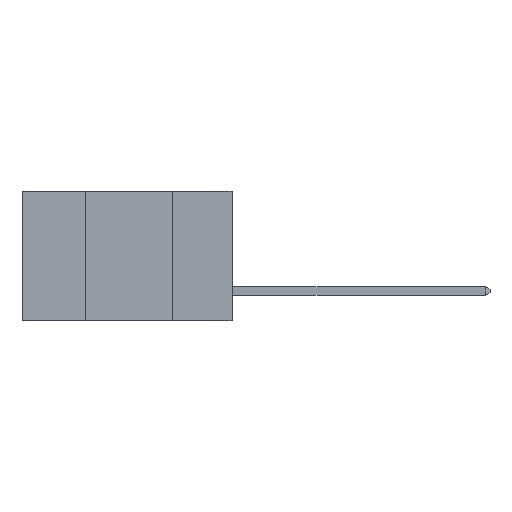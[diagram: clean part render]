
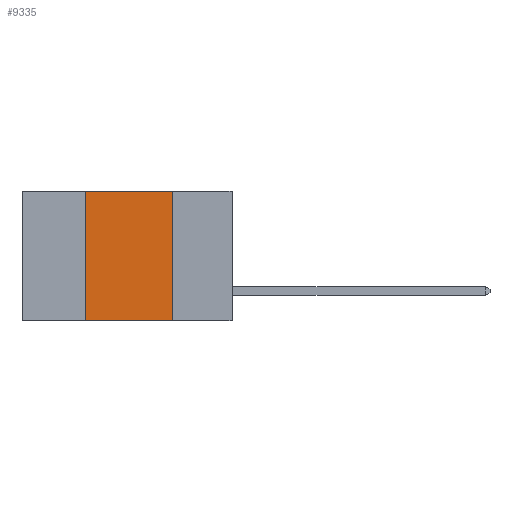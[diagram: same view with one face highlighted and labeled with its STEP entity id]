
A CAD part, left-side view. The second image highlights one B-rep face of the part: STEP entity #9335.
In plain terms, the highlighted planar face has unit normal (-1, 0, 0).
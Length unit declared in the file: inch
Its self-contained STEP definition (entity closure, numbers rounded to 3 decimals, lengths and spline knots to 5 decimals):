
#87 = VERTEX_POINT ( 'NONE', #18984 ) ;
#104 = EDGE_CURVE ( 'NONE', #16065, #12157, #13589, .T. ) ;
#149 = VERTEX_POINT ( 'NONE', #15179 ) ;
#687 = VECTOR ( 'NONE', #2830, 39.37008 ) ;
#1349 = CARTESIAN_POINT ( 'NONE',  ( 0., 0.6, 0. ) ) ;
#1364 = FACE_OUTER_BOUND ( 'NONE', #9450, .T. ) ;
#2107 = CARTESIAN_POINT ( 'NONE',  ( 0., 0.17, -0.37 ) ) ;
#2224 = DIRECTION ( 'NONE',  ( 0., 0., -1. ) ) ;
#2459 = ORIENTED_EDGE ( 'NONE', *, *, #15556, .F. ) ;
#2830 = DIRECTION ( 'NONE',  ( 0., 0., 1. ) ) ;
#5010 = EDGE_CURVE ( 'NONE', #87, #149, #19050, .T. ) ;
#6667 = VECTOR ( 'NONE', #11402, 39.37008 ) ;
#7627 = CARTESIAN_POINT ( 'NONE',  ( 0., 0.6, 0. ) ) ;
#7873 = ORIENTED_EDGE ( 'NONE', *, *, #11003, .T. ) ;
#8439 = CARTESIAN_POINT ( 'NONE',  ( 0., 0.17, 0. ) ) ;
#8706 = LINE ( 'NONE', #1349, #17456 ) ;
#9335 = ADVANCED_FACE ( 'NONE', ( #1364 ), #9414, .F. ) ;
#9414 = PLANE ( 'NONE',  #18217 ) ;
#9450 = EDGE_LOOP ( 'NONE', ( #16092, #2459, #11966, #7873 ) ) ;
#11003 = EDGE_CURVE ( 'NONE', #87, #12157, #21296, .T. ) ;
#11402 = DIRECTION ( 'NONE',  ( 0., -1., 0. ) ) ;
#11675 = CARTESIAN_POINT ( 'NONE',  ( 0., 0.17, 0. ) ) ;
#11966 = ORIENTED_EDGE ( 'NONE', *, *, #5010, .F. ) ;
#12157 = VERTEX_POINT ( 'NONE', #2107 ) ;
#12917 = DIRECTION ( 'NONE',  ( 1., 0., 0. ) ) ;
#13589 = LINE ( 'NONE', #8439, #22428 ) ;
#15179 = CARTESIAN_POINT ( 'NONE',  ( 0., 0.42, 0. ) ) ;
#15556 = EDGE_CURVE ( 'NONE', #149, #16065, #8706, .T. ) ;
#16065 = VERTEX_POINT ( 'NONE', #11675 ) ;
#16092 = ORIENTED_EDGE ( 'NONE', *, *, #104, .F. ) ;
#17380 = DIRECTION ( 'NONE',  ( 0., -1., 0. ) ) ;
#17456 = VECTOR ( 'NONE', #17380, 39.37008 ) ;
#18217 = AXIS2_PLACEMENT_3D ( 'NONE', #7627, #12917, #2224 ) ;
#18731 = CARTESIAN_POINT ( 'NONE',  ( 0., 0.42, 0. ) ) ;
#18835 = DIRECTION ( 'NONE',  ( 0., 0., -1. ) ) ;
#18984 = CARTESIAN_POINT ( 'NONE',  ( 0., 0.42, -0.37 ) ) ;
#19050 = LINE ( 'NONE', #18731, #687 ) ;
#20177 = CARTESIAN_POINT ( 'NONE',  ( 0., 0.6, -0.37 ) ) ;
#21296 = LINE ( 'NONE', #20177, #6667 ) ;
#22428 = VECTOR ( 'NONE', #18835, 39.37008 ) ;
